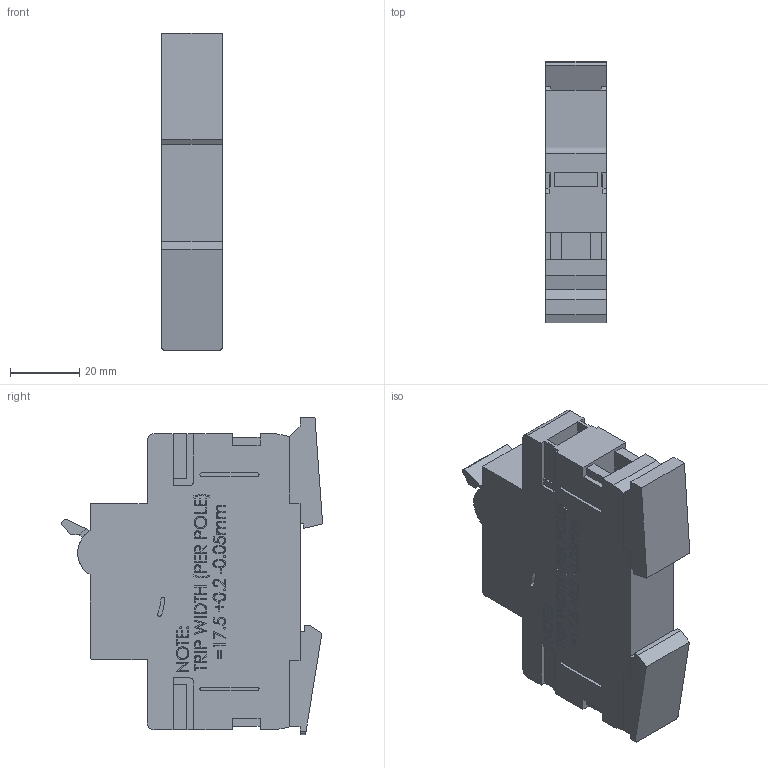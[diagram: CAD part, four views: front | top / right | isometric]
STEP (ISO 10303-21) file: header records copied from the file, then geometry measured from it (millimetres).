
FILE_DESCRIPTION (( 'STEP AP214' ), '1' );
FILE_NAME ('Techna Jtec 1 Pole.STEP', '2020-05-21T10:07:27', ( '' ), ( '' ), 'SwSTEP 2.0', 'SolidWorks 2020', '' );
FILE_SCHEMA (( 'AUTOMOTIVE_DESIGN' ));
Length unit declared in the file: millimetre
Products named in the file (2): Jtec_2 DIN Clips; Techna Jtec 1 Pole
Assembly tree (1 placements, depth 2):
  Techna Jtec 1 Pole
    Jtec_2 DIN Clips
Bounding box: 17.5 x 75.18 x 91.27 mm (x, y, z)
Volume: 82133.6 mm3; surface area: 20261.9 mm2
Topology: 3 solids, 3 shells, 821 faces, 2212 edges, 1472 vertices
Faces by surface type: plane 553, bspline 167, cylinder 99, sphere 2
Entity records: 37964 total; most frequent: CARTESIAN_POINT 15452, ORIENTED_EDGE 4416, DIRECTION 3410, EDGE_CURVE 2208, VECTOR 1650, LINE 1650, VERTEX_POINT 1470, EDGE_LOOP 898
